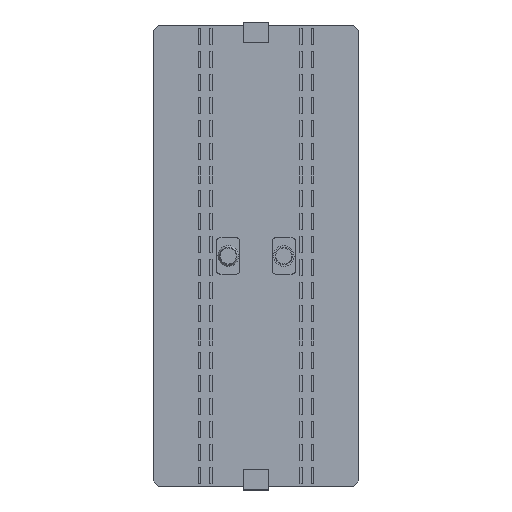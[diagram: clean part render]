
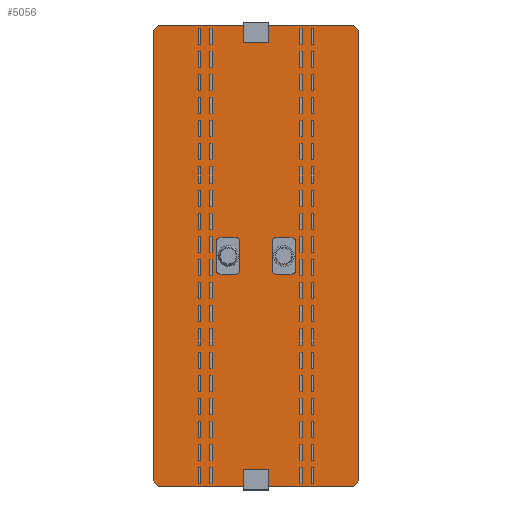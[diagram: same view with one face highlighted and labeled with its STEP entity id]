
A CAD part, top view. The second image highlights one B-rep face of the part: STEP entity #5056.
In plain terms, the highlighted planar face has unit normal (0, 0, 1).
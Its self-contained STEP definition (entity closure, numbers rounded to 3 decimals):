
#586=FACE_OUTER_BOUND('',#803,.T.);
#803=EDGE_LOOP('',(#4104,#4105,#4106,#4107,#4108,#4109,#4110,#4111));
#1036=LINE('',#6847,#1772);
#1040=LINE('',#6856,#1776);
#1043=LINE('',#6863,#1779);
#1047=LINE('',#6872,#1783);
#1051=LINE('',#6878,#1787);
#1053=LINE('',#6881,#1789);
#1055=LINE('',#6884,#1791);
#1057=LINE('',#6887,#1793);
#1772=VECTOR('',#5626,1.);
#1776=VECTOR('',#5632,1.);
#1779=VECTOR('',#5637,1.);
#1783=VECTOR('',#5643,1.);
#1787=VECTOR('',#5649,10.);
#1789=VECTOR('',#5653,10.);
#1791=VECTOR('',#5657,10.);
#1793=VECTOR('',#5661,10.);
#2498=VERTEX_POINT('',#6844);
#2499=VERTEX_POINT('',#6846);
#2502=VERTEX_POINT('',#6853);
#2503=VERTEX_POINT('',#6855);
#2505=VERTEX_POINT('',#6860);
#2506=VERTEX_POINT('',#6862);
#2509=VERTEX_POINT('',#6869);
#2510=VERTEX_POINT('',#6871);
#3240=EDGE_CURVE('',#2499,#2498,#1036,.F.);
#3244=EDGE_CURVE('',#2503,#2502,#1040,.F.);
#3247=EDGE_CURVE('',#2506,#2505,#1043,.T.);
#3251=EDGE_CURVE('',#2510,#2509,#1047,.T.);
#3255=EDGE_CURVE('',#2498,#2510,#1051,.T.);
#3257=EDGE_CURVE('',#2499,#2502,#1053,.T.);
#3259=EDGE_CURVE('',#2509,#2506,#1055,.T.);
#3261=EDGE_CURVE('',#2503,#2505,#1057,.T.);
#4104=ORIENTED_EDGE('',*,*,#3251,.T.);
#4105=ORIENTED_EDGE('',*,*,#3259,.T.);
#4106=ORIENTED_EDGE('',*,*,#3247,.T.);
#4107=ORIENTED_EDGE('',*,*,#3261,.F.);
#4108=ORIENTED_EDGE('',*,*,#3244,.T.);
#4109=ORIENTED_EDGE('',*,*,#3257,.F.);
#4110=ORIENTED_EDGE('',*,*,#3240,.T.);
#4111=ORIENTED_EDGE('',*,*,#3255,.T.);
#4846=PLANE('',#5292);
#5056=ADVANCED_FACE('',(#586),#4846,.T.);
#5292=AXIS2_PLACEMENT_3D('',#6889,#5664,#5665);
#5626=DIRECTION('',(0.,1.,0.));
#5632=DIRECTION('',(1.,0.,0.));
#5637=DIRECTION('',(0.,1.,0.));
#5643=DIRECTION('',(1.,0.,0.));
#5649=DIRECTION('',(0.707,-0.707,0.));
#5653=DIRECTION('',(0.707,0.707,0.));
#5657=DIRECTION('',(0.707,0.707,0.));
#5661=DIRECTION('',(0.707,-0.707,0.));
#5664=DIRECTION('center_axis',(0.,0.,1.));
#5665=DIRECTION('ref_axis',(1.,0.,0.));
#6844=CARTESIAN_POINT('',(14.331,20.544,1.));
#6846=CARTESIAN_POINT('',(14.331,409.544,1.));
#6847=CARTESIAN_POINT('',(14.331,215.044,1.));
#6853=CARTESIAN_POINT('',(19.331,414.544,1.));
#6855=CARTESIAN_POINT('',(187.331,414.544,1.));
#6856=CARTESIAN_POINT('',(103.331,414.544,1.));
#6860=CARTESIAN_POINT('',(192.331,409.544,1.));
#6862=CARTESIAN_POINT('',(192.331,20.544,1.));
#6863=CARTESIAN_POINT('',(192.331,215.044,1.));
#6869=CARTESIAN_POINT('',(187.331,15.544,1.));
#6871=CARTESIAN_POINT('',(19.331,15.544,1.));
#6872=CARTESIAN_POINT('',(103.331,15.544,1.));
#6878=CARTESIAN_POINT('',(14.331,20.544,1.));
#6881=CARTESIAN_POINT('',(14.331,409.544,1.));
#6884=CARTESIAN_POINT('',(187.331,15.544,1.));
#6887=CARTESIAN_POINT('',(187.331,414.544,1.));
#6889=CARTESIAN_POINT('Origin',(103.331,215.044,1.));
